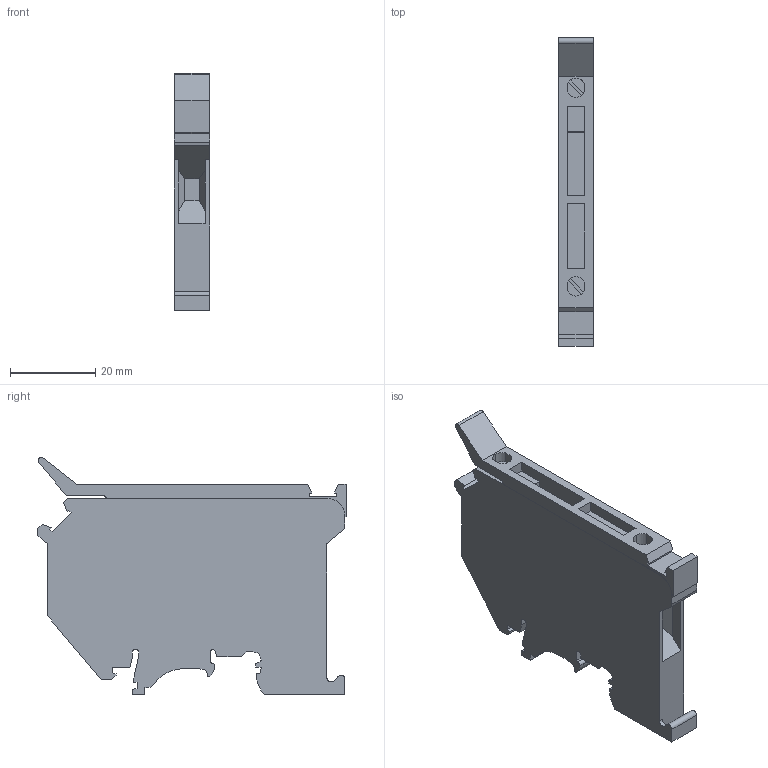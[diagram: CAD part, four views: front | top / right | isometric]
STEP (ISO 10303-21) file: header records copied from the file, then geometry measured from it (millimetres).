
FILE_DESCRIPTION(('STEP AP203'),'1');
FILE_NAME('3004100.stp','2022-03-13T09:34:50',('TraceParts'),('TraceParts S.A.'),'Spatial InterOp 3D',' ',' ');
FILE_SCHEMA(('CONFIG_CONTROL_DESIGN'));
Length unit declared in the file: millimetre
Products named in the file (1): 1
Bounding box: 8.2 x 72.2 x 55.55 mm (x, y, z)
Volume: 20960.3 mm3; surface area: 10161.9 mm2
Topology: 1 solids, 1 shells, 163 faces, 463 edges, 306 vertices
Faces by surface type: plane 124, cylinder 39
Entity records: 5308 total; most frequent: CARTESIAN_POINT 933, ORIENTED_EDGE 926, DIRECTION 878, EDGE_CURVE 463, LINE 376, VECTOR 376, VERTEX_POINT 306, AXIS2_PLACEMENT_3D 251
